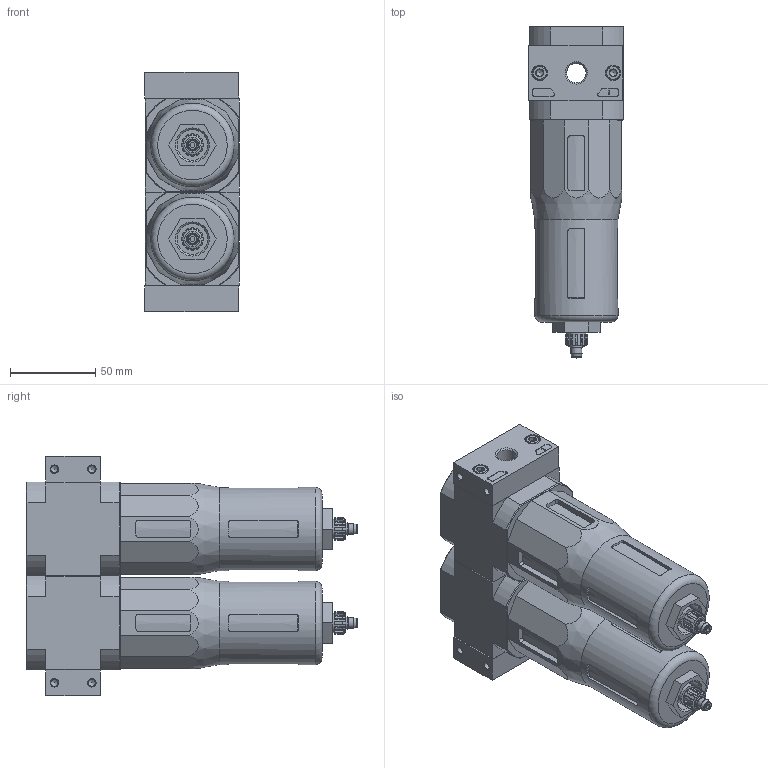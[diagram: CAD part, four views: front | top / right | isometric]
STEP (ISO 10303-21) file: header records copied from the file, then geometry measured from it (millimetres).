
FILE_DESCRIPTION(/* description */ ('STEP AP214'),/* implementation_level */ '2;1');
FILE_NAME(/* name */ '186471_LFMBA-1_4-D-MIDI',/* time_stamp */ '2024-09-03T16:23:27+02:00',/* author */ ('License CC BY-ND 4.0'),/* organization */ ('CADENAS'),/* preprocessor_version */ 'ST-DEVELOPER v19.3',/* originating_system */ 'PARTsolutions',/* authorisation */ ' ');
FILE_SCHEMA (('AUTOMOTIVE_DESIGN {1 0 10303 214 3 1 1}'));
Length unit declared in the file: millimetre
Products named in the file (9): 186471 LFMBA-1/4-D-MIDI; 680241 PBL-1/4-D-MIDI-L---(1) p1; DIN-912 - M5x18(F); 680242 PBL-1/4-D-MIDI-R---(0) p1; 126041 LFMB-D-MIDI; 648415 LF; 369989 LF-D-MIDI; 126040 LFMA-D-MIDI; 351358 FRB-D-MIDI
Assembly tree (14 placements, depth 2):
  186471 LFMBA-1/4-D-MIDI
    680241 PBL-1/4-D-MIDI-L---(1) p1
    DIN-912 - M5x18(F)  x4
    680242 PBL-1/4-D-MIDI-R---(0) p1
    126041 LFMB-D-MIDI
    648415 LF  x2
    369989 LF-D-MIDI  x2
    126040 LFMA-D-MIDI
    351358 FRB-D-MIDI  x2
Bounding box: 55.5 x 194.2 x 140 mm (x, y, z)
Volume: 817489.5 mm3; surface area: 113760.1 mm2
Topology: 14 solids, 14 shells, 721 faces, 1729 edges, 1096 vertices
Faces by surface type: plane 376, cylinder 193, cone 130, torus 22
Full cylindrical faces by diameter (mm): 3 x2, 3.7 x2, 4.134 x10, 5 x6, 5.6 x2, 6.4 x2, 6.8 x2, 7 x2, 7.1 x2, 7.3 x4, 7.5 x2, 8.5 x4, 9 x2, 11.2 x2, 11.445 x2, 12.6 x2, 16 x2, 16.4 x2, 18 x2, 24.9 x1, 26.4 x2, 29.7 x1, 30.8 x2, 48.7 x2, 52 x2
Entity records: 18284 total; most frequent: CARTESIAN_POINT 3567, DIRECTION 2483, ORIENTED_EDGE 2436, EDGE_CURVE 1218, AXIS2_PLACEMENT_3D 939, VERTEX_POINT 849, FACE_BOUND 723, EDGE_LOOP 715
